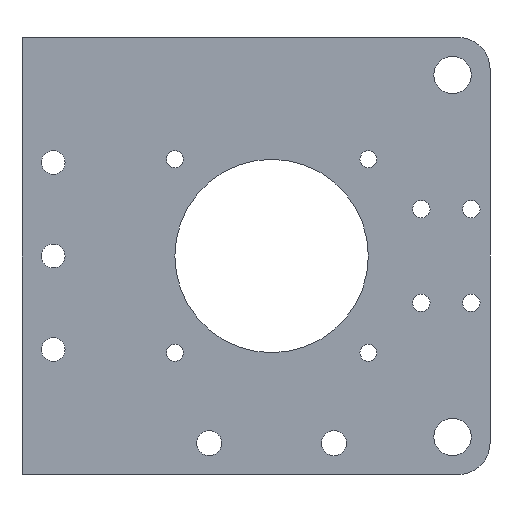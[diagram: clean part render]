
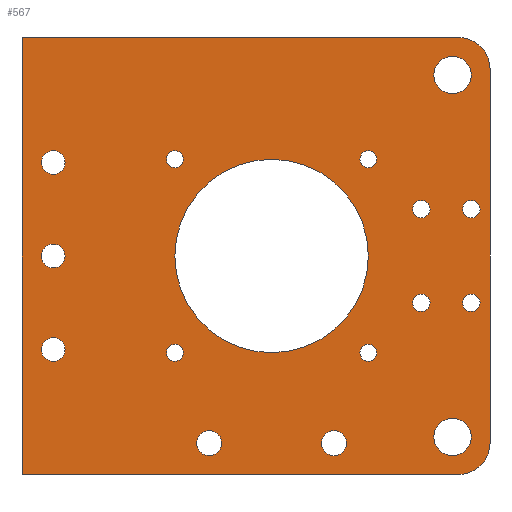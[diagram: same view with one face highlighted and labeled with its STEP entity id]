
A CAD part, front view. The second image highlights one B-rep face of the part: STEP entity #567.
In plain terms, the highlighted planar face has unit normal (0, -1, 0).
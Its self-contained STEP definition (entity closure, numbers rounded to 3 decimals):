
#31=FACE_BOUND('',#97,.T.);
#32=FACE_BOUND('',#98,.T.);
#33=FACE_BOUND('',#99,.T.);
#34=FACE_BOUND('',#100,.T.);
#35=FACE_BOUND('',#101,.T.);
#36=FACE_BOUND('',#102,.T.);
#37=FACE_BOUND('',#103,.T.);
#38=FACE_BOUND('',#104,.T.);
#39=FACE_BOUND('',#105,.T.);
#40=FACE_BOUND('',#106,.T.);
#41=FACE_BOUND('',#107,.T.);
#42=FACE_BOUND('',#108,.T.);
#43=FACE_BOUND('',#109,.T.);
#44=FACE_BOUND('',#110,.T.);
#45=FACE_BOUND('',#111,.T.);
#46=FACE_BOUND('',#112,.T.);
#48=PLANE('',#642);
#56=FACE_OUTER_BOUND('',#96,.T.);
#96=EDGE_LOOP('',(#427,#428,#429,#430,#431,#432));
#97=EDGE_LOOP('',(#433));
#98=EDGE_LOOP('',(#434));
#99=EDGE_LOOP('',(#435));
#100=EDGE_LOOP('',(#436));
#101=EDGE_LOOP('',(#437));
#102=EDGE_LOOP('',(#438));
#103=EDGE_LOOP('',(#439));
#104=EDGE_LOOP('',(#440));
#105=EDGE_LOOP('',(#441));
#106=EDGE_LOOP('',(#442));
#107=EDGE_LOOP('',(#443,#444));
#108=EDGE_LOOP('',(#445,#446));
#109=EDGE_LOOP('',(#447,#448));
#110=EDGE_LOOP('',(#449,#450));
#111=EDGE_LOOP('',(#451));
#112=EDGE_LOOP('',(#452));
#139=LINE('',#944,#169);
#140=LINE('',#948,#170);
#141=LINE('',#950,#171);
#142=LINE('',#952,#172);
#169=VECTOR('',#761,60.);
#170=VECTOR('',#764,70.);
#171=VECTOR('',#765,70.);
#172=VECTOR('',#766,70.);
#195=CIRCLE('',#611,2.);
#198=CIRCLE('',#615,2.);
#224=CIRCLE('',#643,5.);
#225=CIRCLE('',#644,5.);
#226=CIRCLE('',#645,1.9);
#227=CIRCLE('',#646,1.9);
#228=CIRCLE('',#647,1.9);
#229=CIRCLE('',#648,1.35);
#230=CIRCLE('',#649,1.35);
#231=CIRCLE('',#650,1.35);
#232=CIRCLE('',#651,1.35);
#233=CIRCLE('',#652,15.5);
#234=CIRCLE('',#653,1.4);
#235=CIRCLE('',#654,1.4);
#236=CIRCLE('',#655,1.4);
#237=CIRCLE('',#656,1.4);
#238=CIRCLE('',#657,1.4);
#239=CIRCLE('',#658,1.4);
#240=CIRCLE('',#659,1.4);
#241=CIRCLE('',#660,1.4);
#242=CIRCLE('',#661,3.);
#243=CIRCLE('',#662,3.);
#246=VERTEX_POINT('',#871);
#249=VERTEX_POINT('',#879);
#279=VERTEX_POINT('',#942);
#280=VERTEX_POINT('',#943);
#281=VERTEX_POINT('',#945);
#282=VERTEX_POINT('',#947);
#283=VERTEX_POINT('',#949);
#284=VERTEX_POINT('',#951);
#285=VERTEX_POINT('',#954);
#286=VERTEX_POINT('',#956);
#287=VERTEX_POINT('',#958);
#288=VERTEX_POINT('',#960);
#289=VERTEX_POINT('',#962);
#290=VERTEX_POINT('',#964);
#291=VERTEX_POINT('',#966);
#292=VERTEX_POINT('',#968);
#293=VERTEX_POINT('',#970);
#294=VERTEX_POINT('',#971);
#295=VERTEX_POINT('',#974);
#296=VERTEX_POINT('',#975);
#297=VERTEX_POINT('',#978);
#298=VERTEX_POINT('',#979);
#299=VERTEX_POINT('',#982);
#300=VERTEX_POINT('',#983);
#301=VERTEX_POINT('',#986);
#302=VERTEX_POINT('',#988);
#306=EDGE_CURVE('',#246,#246,#195,.T.);
#310=EDGE_CURVE('',#249,#249,#198,.T.);
#340=EDGE_CURVE('',#279,#280,#139,.T.);
#341=EDGE_CURVE('',#279,#281,#224,.T.);
#342=EDGE_CURVE('',#282,#281,#140,.T.);
#343=EDGE_CURVE('',#283,#282,#141,.T.);
#344=EDGE_CURVE('',#284,#283,#142,.T.);
#345=EDGE_CURVE('',#284,#280,#225,.T.);
#346=EDGE_CURVE('',#285,#285,#226,.T.);
#347=EDGE_CURVE('',#286,#286,#227,.T.);
#348=EDGE_CURVE('',#287,#287,#228,.T.);
#349=EDGE_CURVE('',#288,#288,#229,.T.);
#350=EDGE_CURVE('',#289,#289,#230,.T.);
#351=EDGE_CURVE('',#290,#290,#231,.T.);
#352=EDGE_CURVE('',#291,#291,#232,.T.);
#353=EDGE_CURVE('',#292,#292,#233,.T.);
#354=EDGE_CURVE('',#293,#294,#234,.T.);
#355=EDGE_CURVE('',#294,#293,#235,.T.);
#356=EDGE_CURVE('',#295,#296,#236,.T.);
#357=EDGE_CURVE('',#296,#295,#237,.T.);
#358=EDGE_CURVE('',#297,#298,#238,.T.);
#359=EDGE_CURVE('',#298,#297,#239,.T.);
#360=EDGE_CURVE('',#299,#300,#240,.T.);
#361=EDGE_CURVE('',#300,#299,#241,.T.);
#362=EDGE_CURVE('',#301,#301,#242,.T.);
#363=EDGE_CURVE('',#302,#302,#243,.T.);
#427=ORIENTED_EDGE('',*,*,#340,.F.);
#428=ORIENTED_EDGE('',*,*,#341,.T.);
#429=ORIENTED_EDGE('',*,*,#342,.F.);
#430=ORIENTED_EDGE('',*,*,#343,.F.);
#431=ORIENTED_EDGE('',*,*,#344,.F.);
#432=ORIENTED_EDGE('',*,*,#345,.T.);
#433=ORIENTED_EDGE('',*,*,#306,.T.);
#434=ORIENTED_EDGE('',*,*,#310,.T.);
#435=ORIENTED_EDGE('',*,*,#346,.F.);
#436=ORIENTED_EDGE('',*,*,#347,.F.);
#437=ORIENTED_EDGE('',*,*,#348,.F.);
#438=ORIENTED_EDGE('',*,*,#349,.T.);
#439=ORIENTED_EDGE('',*,*,#350,.T.);
#440=ORIENTED_EDGE('',*,*,#351,.T.);
#441=ORIENTED_EDGE('',*,*,#352,.T.);
#442=ORIENTED_EDGE('',*,*,#353,.T.);
#443=ORIENTED_EDGE('',*,*,#354,.T.);
#444=ORIENTED_EDGE('',*,*,#355,.T.);
#445=ORIENTED_EDGE('',*,*,#356,.T.);
#446=ORIENTED_EDGE('',*,*,#357,.T.);
#447=ORIENTED_EDGE('',*,*,#358,.T.);
#448=ORIENTED_EDGE('',*,*,#359,.T.);
#449=ORIENTED_EDGE('',*,*,#360,.T.);
#450=ORIENTED_EDGE('',*,*,#361,.T.);
#451=ORIENTED_EDGE('',*,*,#362,.F.);
#452=ORIENTED_EDGE('',*,*,#363,.F.);
#567=ADVANCED_FACE('',(#56,#31,#32,#33,#34,#35,#36,#37,#38,#39,#40,#41,
#42,#43,#44,#45,#46),#48,.T.);
#611=AXIS2_PLACEMENT_3D('',#873,#692,#693);
#615=AXIS2_PLACEMENT_3D('',#881,#701,#702);
#642=AXIS2_PLACEMENT_3D('',#941,#759,#760);
#643=AXIS2_PLACEMENT_3D('',#946,#762,#763);
#644=AXIS2_PLACEMENT_3D('',#953,#767,#768);
#645=AXIS2_PLACEMENT_3D('',#955,#769,#770);
#646=AXIS2_PLACEMENT_3D('',#957,#771,#772);
#647=AXIS2_PLACEMENT_3D('',#959,#773,#774);
#648=AXIS2_PLACEMENT_3D('',#961,#775,#776);
#649=AXIS2_PLACEMENT_3D('',#963,#777,#778);
#650=AXIS2_PLACEMENT_3D('',#965,#779,#780);
#651=AXIS2_PLACEMENT_3D('',#967,#781,#782);
#652=AXIS2_PLACEMENT_3D('',#969,#783,#784);
#653=AXIS2_PLACEMENT_3D('',#972,#785,#786);
#654=AXIS2_PLACEMENT_3D('',#973,#787,#788);
#655=AXIS2_PLACEMENT_3D('',#976,#789,#790);
#656=AXIS2_PLACEMENT_3D('',#977,#791,#792);
#657=AXIS2_PLACEMENT_3D('',#980,#793,#794);
#658=AXIS2_PLACEMENT_3D('',#981,#795,#796);
#659=AXIS2_PLACEMENT_3D('',#984,#797,#798);
#660=AXIS2_PLACEMENT_3D('',#985,#799,#800);
#661=AXIS2_PLACEMENT_3D('',#987,#801,#802);
#662=AXIS2_PLACEMENT_3D('',#989,#803,#804);
#692=DIRECTION('center_axis',(0.,1.,0.));
#693=DIRECTION('ref_axis',(1.,0.,0.));
#701=DIRECTION('center_axis',(0.,1.,0.));
#702=DIRECTION('ref_axis',(1.,0.,0.));
#759=DIRECTION('center_axis',(0.,-1.,0.));
#760=DIRECTION('ref_axis',(0.,0.,-1.));
#761=DIRECTION('',(0.,0.,-1.));
#762=DIRECTION('center_axis',(0.,-1.,0.));
#763=DIRECTION('ref_axis',(0.,0.,-1.));
#764=DIRECTION('',(1.,0.,0.));
#765=DIRECTION('',(0.,0.,1.));
#766=DIRECTION('',(-1.,0.,0.));
#767=DIRECTION('center_axis',(0.,-1.,0.));
#768=DIRECTION('ref_axis',(0.,0.,-1.));
#769=DIRECTION('center_axis',(0.,-1.,0.));
#770=DIRECTION('ref_axis',(0.,0.,-1.));
#771=DIRECTION('center_axis',(0.,-1.,0.));
#772=DIRECTION('ref_axis',(0.,0.,-1.));
#773=DIRECTION('center_axis',(0.,-1.,0.));
#774=DIRECTION('ref_axis',(0.,0.,-1.));
#775=DIRECTION('center_axis',(0.,1.,0.));
#776=DIRECTION('ref_axis',(0.,0.,1.));
#777=DIRECTION('center_axis',(0.,1.,0.));
#778=DIRECTION('ref_axis',(0.,0.,1.));
#779=DIRECTION('center_axis',(0.,1.,0.));
#780=DIRECTION('ref_axis',(0.,0.,1.));
#781=DIRECTION('center_axis',(0.,1.,0.));
#782=DIRECTION('ref_axis',(0.,0.,1.));
#783=DIRECTION('center_axis',(0.,1.,0.));
#784=DIRECTION('ref_axis',(0.,0.,1.));
#785=DIRECTION('center_axis',(0.,1.,0.));
#786=DIRECTION('ref_axis',(0.,0.,1.));
#787=DIRECTION('center_axis',(0.,1.,0.));
#788=DIRECTION('ref_axis',(0.,0.,1.));
#789=DIRECTION('center_axis',(0.,1.,0.));
#790=DIRECTION('ref_axis',(0.,0.,1.));
#791=DIRECTION('center_axis',(0.,1.,0.));
#792=DIRECTION('ref_axis',(0.,0.,1.));
#793=DIRECTION('center_axis',(0.,1.,0.));
#794=DIRECTION('ref_axis',(0.,0.,1.));
#795=DIRECTION('center_axis',(0.,1.,0.));
#796=DIRECTION('ref_axis',(0.,0.,1.));
#797=DIRECTION('center_axis',(0.,1.,0.));
#798=DIRECTION('ref_axis',(0.,0.,1.));
#799=DIRECTION('center_axis',(0.,1.,0.));
#800=DIRECTION('ref_axis',(0.,0.,1.));
#801=DIRECTION('center_axis',(0.,-1.,0.));
#802=DIRECTION('ref_axis',(0.,0.,-1.));
#803=DIRECTION('center_axis',(0.,-1.,0.));
#804=DIRECTION('ref_axis',(0.,0.,-1.));
#871=CARTESIAN_POINT('',(123.,0.,-65.));
#873=CARTESIAN_POINT('Origin',(125.,0.,-65.));
#879=CARTESIAN_POINT('',(103.,0.,-65.));
#881=CARTESIAN_POINT('Origin',(105.,0.,-65.));
#941=CARTESIAN_POINT('Origin',(0.,0.,0.));
#942=CARTESIAN_POINT('',(150.,0.,-5.));
#943=CARTESIAN_POINT('',(150.,0.,-65.));
#944=CARTESIAN_POINT('',(150.,0.,-5.));
#945=CARTESIAN_POINT('',(145.,0.,0.));
#946=CARTESIAN_POINT('Origin',(145.,0.,-5.));
#947=CARTESIAN_POINT('',(75.,0.,0.));
#948=CARTESIAN_POINT('',(75.,0.,0.));
#949=CARTESIAN_POINT('',(75.,0.,-70.));
#950=CARTESIAN_POINT('',(75.,0.,-70.));
#951=CARTESIAN_POINT('',(145.,0.,-70.));
#952=CARTESIAN_POINT('',(145.,0.,-70.));
#953=CARTESIAN_POINT('Origin',(145.,0.,-65.));
#954=CARTESIAN_POINT('',(80.,0.,-51.9));
#955=CARTESIAN_POINT('Origin',(80.,0.,-50.));
#956=CARTESIAN_POINT('',(80.,0.,-36.9));
#957=CARTESIAN_POINT('Origin',(80.,0.,-35.));
#958=CARTESIAN_POINT('',(80.,0.,-21.9));
#959=CARTESIAN_POINT('Origin',(80.,0.,-20.));
#960=CARTESIAN_POINT('',(130.5,0.,-18.15));
#961=CARTESIAN_POINT('Origin',(130.5,0.,-19.5));
#962=CARTESIAN_POINT('',(99.5,0.,-49.15));
#963=CARTESIAN_POINT('Origin',(99.5,0.,-50.5));
#964=CARTESIAN_POINT('',(130.5,0.,-49.15));
#965=CARTESIAN_POINT('Origin',(130.5,0.,-50.5));
#966=CARTESIAN_POINT('',(99.5,0.,-18.15));
#967=CARTESIAN_POINT('Origin',(99.5,0.,-19.5));
#968=CARTESIAN_POINT('',(115.,0.,-19.5));
#969=CARTESIAN_POINT('Origin',(115.,0.,-35.));
#970=CARTESIAN_POINT('',(147.,0.,-26.1));
#971=CARTESIAN_POINT('',(147.,0.,-28.9));
#972=CARTESIAN_POINT('Origin',(147.,0.,-27.5));
#973=CARTESIAN_POINT('Origin',(147.,0.,-27.5));
#974=CARTESIAN_POINT('',(139.,0.,-26.1));
#975=CARTESIAN_POINT('',(139.,0.,-28.9));
#976=CARTESIAN_POINT('Origin',(139.,0.,-27.5));
#977=CARTESIAN_POINT('Origin',(139.,0.,-27.5));
#978=CARTESIAN_POINT('',(139.,0.,-41.1));
#979=CARTESIAN_POINT('',(139.,0.,-43.9));
#980=CARTESIAN_POINT('Origin',(139.,0.,-42.5));
#981=CARTESIAN_POINT('Origin',(139.,0.,-42.5));
#982=CARTESIAN_POINT('',(147.,0.,-41.1));
#983=CARTESIAN_POINT('',(147.,0.,-43.9));
#984=CARTESIAN_POINT('Origin',(147.,0.,-42.5));
#985=CARTESIAN_POINT('Origin',(147.,0.,-42.5));
#986=CARTESIAN_POINT('',(144.,0.,-67.));
#987=CARTESIAN_POINT('Origin',(144.,0.,-64.));
#988=CARTESIAN_POINT('',(144.,0.,-9.));
#989=CARTESIAN_POINT('Origin',(144.,0.,-6.));
